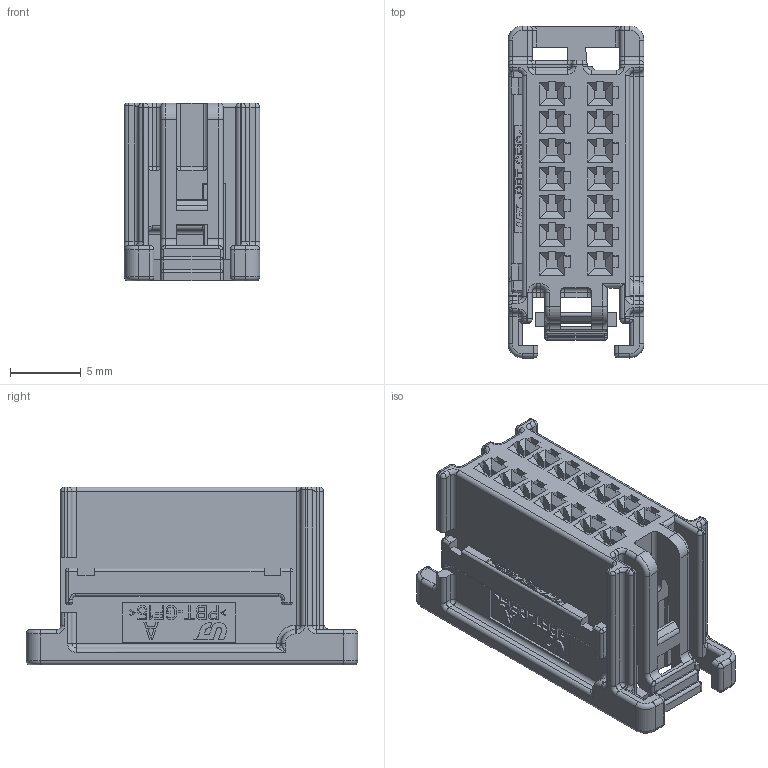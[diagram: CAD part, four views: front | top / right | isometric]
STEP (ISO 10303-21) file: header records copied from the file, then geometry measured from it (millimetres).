
FILE_DESCRIPTION((''),'2;1');
FILE_NAME('020_D_TR_14F_HSG_A_REV2_1','2021-02-24T18:02:54',('drkoo'),(''),'CREO PARAMETRIC BY PTC INC, 2017380','CREO PARAMETRIC BY PTC INC, 2017380','');
FILE_SCHEMA(('CONFIG_CONTROL_DESIGN'));
Length unit declared in the file: millimetre
Products named in the file (1): 020_D_TR_14F_HSG_A_REV2_1
Bounding box: 9.6 x 23.5 x 12.6 mm (x, y, z)
Volume: 1705.3 mm3; surface area: 1535.4 mm2
Topology: 1 solids, 1 shells, 1335 faces, 3650 edges, 2315 vertices
Faces by surface type: plane 1037, cylinder 199, torus 48, sphere 43, bspline 8
Entity records: 41793 total; most frequent: CARTESIAN_POINT 7963, ORIENTED_EDGE 7214, DIRECTION 6707, EDGE_CURVE 3607, VECTOR 3101, LINE 3101, VERTEX_POINT 2315, AXIS2_PLACEMENT_3D 1803
